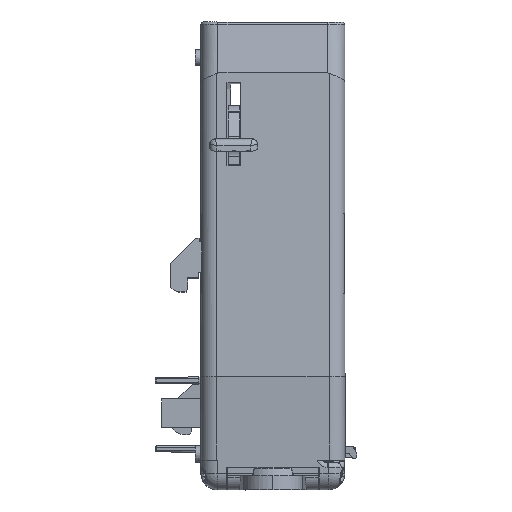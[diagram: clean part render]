
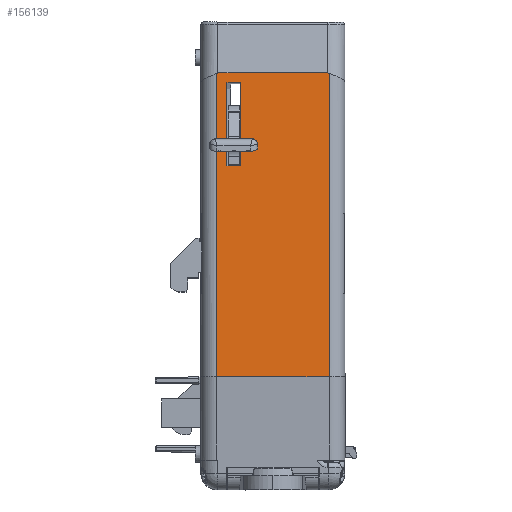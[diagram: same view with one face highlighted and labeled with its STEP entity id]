
A CAD part, front view. The second image highlights one B-rep face of the part: STEP entity #156139.
In plain terms, the highlighted planar face has unit normal (0, -0.999, 0.044).
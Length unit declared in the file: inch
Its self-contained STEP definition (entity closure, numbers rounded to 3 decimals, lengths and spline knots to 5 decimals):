
#238 = EDGE_LOOP ( 'NONE', ( #75999, #170976, #86248, #121949 ) ) ;
#536 = B_SPLINE_CURVE_WITH_KNOTS ( 'NONE', 3,
 ( #73910, #102501, #73300, #170799 ),
 .UNSPECIFIED., .F., .F.,
 ( 4, 4 ),
 ( 0., 1. ),
 .UNSPECIFIED. ) ;
#6293 = EDGE_CURVE ( 'NONE', #74996, #121427, #120480, .T. ) ;
#10796 = DIRECTION ( 'NONE',  ( 0., 0.044, 0.999 ) ) ;
#12659 = LINE ( 'NONE', #43503, #128086 ) ;
#15056 = EDGE_CURVE ( 'NONE', #155768, #120278, #536, .T. ) ;
#19414 = VERTEX_POINT ( 'NONE', #138796 ) ;
#21692 = VERTEX_POINT ( 'NONE', #152139 ) ;
#22376 = EDGE_CURVE ( 'NONE', #21692, #132984, #12659, .T. ) ;
#28491 = LINE ( 'NONE', #123392, #91808 ) ;
#29966 = CARTESIAN_POINT ( 'NONE',  ( -0.27838, -1.84545, -0.27225 ) ) ;
#32403 = DIRECTION ( 'NONE',  ( 0., 0.044, 0.999 ) ) ;
#32458 = VECTOR ( 'NONE', #165107, 39.37008 ) ;
#33792 = VERTEX_POINT ( 'NONE', #89926 ) ;
#41766 = CARTESIAN_POINT ( 'NONE',  ( -0.2074, -1.87354, -0.91565 ) ) ;
#43503 = CARTESIAN_POINT ( 'NONE',  ( -0.27838, -1.97175, -3.16491 ) ) ;
#43969 = CARTESIAN_POINT ( 'NONE',  ( -0.27027, -1.84537, -0.2704 ) ) ;
#44000 = EDGE_CURVE ( 'NONE', #33792, #19414, #92460, .T. ) ;
#44559 = CARTESIAN_POINT ( 'NONE',  ( -0.27568, -1.8454, -0.27102 ) ) ;
#46117 = EDGE_CURVE ( 'NONE', #120278, #170000, #28491, .T. ) ;
#46343 = ORIENTED_EDGE ( 'NONE', *, *, #15056, .T. ) ;
#51616 = CARTESIAN_POINT ( 'NONE',  ( 5.65427, -1.84826, -0.33664 ) ) ;
#51807 = ORIENTED_EDGE ( 'NONE', *, *, #150916, .T. ) ;
#54153 = CARTESIAN_POINT ( 'NONE',  ( 0.61162, -1.93743, -2.379 ) ) ;
#59419 = VECTOR ( 'NONE', #32403, 39.37008 ) ;
#60110 = CARTESIAN_POINT ( 'NONE',  ( 0.50162, -1.84545, -0.27225 ) ) ;
#60363 = CARTESIAN_POINT ( 'NONE',  ( -0.2074, -1.84537, -0.2704 ) ) ;
#62015 = VECTOR ( 'NONE', #177099, 39.37008 ) ;
#62371 = FACE_OUTER_BOUND ( 'NONE', #156334, .T. ) ;
#67349 = DIRECTION ( 'NONE',  ( -1., 0., 0. ) ) ;
#68221 = LINE ( 'NONE', #111279, #98601 ) ;
#70384 = ORIENTED_EDGE ( 'NONE', *, *, #46117, .T. ) ;
#70903 = EDGE_CURVE ( 'NONE', #132984, #170000, #102264, .T. ) ;
#73300 = CARTESIAN_POINT ( 'NONE',  ( 0.49622, -1.84537, -0.2704 ) ) ;
#73662 = VECTOR ( 'NONE', #10796, 39.37008 ) ;
#73910 = CARTESIAN_POINT ( 'NONE',  ( 0.50162, -1.84545, -0.27225 ) ) ;
#74996 = VERTEX_POINT ( 'NONE', #41766 ) ;
#75999 = ORIENTED_EDGE ( 'NONE', *, *, #44000, .T. ) ;
#78708 = EDGE_CURVE ( 'NONE', #19414, #74996, #68221, .T. ) ;
#80711 = CARTESIAN_POINT ( 'NONE',  ( 0.49351, -1.84537, -0.2704 ) ) ;
#80751 = CARTESIAN_POINT ( 'NONE',  ( -0.27838, -1.84545, -0.27225 ) ) ;
#84486 = DIRECTION ( 'NONE',  ( -1., 0., 0. ) ) ;
#86248 = ORIENTED_EDGE ( 'NONE', *, *, #6293, .T. ) ;
#86990 = VECTOR ( 'NONE', #125314, 39.37008 ) ;
#89926 = CARTESIAN_POINT ( 'NONE',  ( -0.1115, -1.84826, -0.33664 ) ) ;
#91808 = VECTOR ( 'NONE', #67349, 39.37008 ) ;
#92460 = LINE ( 'NONE', #92948, #62015 ) ;
#92948 = CARTESIAN_POINT ( 'NONE',  ( -0.1115, -1.84537, -0.2704 ) ) ;
#94389 = DIRECTION ( 'NONE',  ( 0., -0.999, 0.044 ) ) ;
#98601 = VECTOR ( 'NONE', #84486, 39.37008 ) ;
#100594 = CARTESIAN_POINT ( 'NONE',  ( -0.27297, -1.84537, -0.2704 ) ) ;
#101071 = CARTESIAN_POINT ( 'NONE',  ( -0.2074, -1.84826, -0.33664 ) ) ;
#102264 = B_SPLINE_CURVE_WITH_KNOTS ( 'NONE', 3,
 ( #29966, #44559, #100594, #43969 ),
 .UNSPECIFIED., .F., .F.,
 ( 4, 4 ),
 ( 0., 1. ),
 .UNSPECIFIED. ) ;
#102501 = CARTESIAN_POINT ( 'NONE',  ( 0.49892, -1.8454, -0.27102 ) ) ;
#103996 = EDGE_CURVE ( 'NONE', #168639, #21692, #110835, .T. ) ;
#105161 = ORIENTED_EDGE ( 'NONE', *, *, #103996, .F. ) ;
#110835 = LINE ( 'NONE', #54153, #32458 ) ;
#111279 = CARTESIAN_POINT ( 'NONE',  ( 5.65427, -1.87354, -0.91565 ) ) ;
#119683 = AXIS2_PLACEMENT_3D ( 'NONE', #135279, #94389, #165707 ) ;
#119791 = ORIENTED_EDGE ( 'NONE', *, *, #70903, .F. ) ;
#120278 = VERTEX_POINT ( 'NONE', #80711 ) ;
#120480 = LINE ( 'NONE', #60363, #59419 ) ;
#121427 = VERTEX_POINT ( 'NONE', #101071 ) ;
#121949 = ORIENTED_EDGE ( 'NONE', *, *, #173808, .T. ) ;
#122441 = PLANE ( 'NONE',  #119683 ) ;
#123392 = CARTESIAN_POINT ( 'NONE',  ( 5.65427, -1.84537, -0.2704 ) ) ;
#124108 = LINE ( 'NONE', #51616, #86990 ) ;
#125314 = DIRECTION ( 'NONE',  ( 1., 0., 0. ) ) ;
#128086 = VECTOR ( 'NONE', #154923, 39.37008 ) ;
#132984 = VERTEX_POINT ( 'NONE', #80751 ) ;
#135279 = CARTESIAN_POINT ( 'NONE',  ( 5.65427, -1.84537, -0.2704 ) ) ;
#136765 = LINE ( 'NONE', #161391, #73662 ) ;
#138796 = CARTESIAN_POINT ( 'NONE',  ( -0.1115, -1.87354, -0.91565 ) ) ;
#150916 = EDGE_CURVE ( 'NONE', #168639, #155768, #136765, .T. ) ;
#152139 = CARTESIAN_POINT ( 'NONE',  ( -0.27838, -1.93743, -2.379 ) ) ;
#154923 = DIRECTION ( 'NONE',  ( 0., 0.044, 0.999 ) ) ;
#155768 = VERTEX_POINT ( 'NONE', #60110 ) ;
#156075 = CARTESIAN_POINT ( 'NONE',  ( -0.27027, -1.84537, -0.2704 ) ) ;
#156139 = ADVANCED_FACE ( 'NONE', ( #62371, #178044 ), #122441, .T. ) ;
#156334 = EDGE_LOOP ( 'NONE', ( #105161, #51807, #46343, #70384, #119791, #166602 ) ) ;
#161391 = CARTESIAN_POINT ( 'NONE',  ( 0.50162, -1.84537, -0.2704 ) ) ;
#162612 = CARTESIAN_POINT ( 'NONE',  ( 0.50162, -1.93743, -2.379 ) ) ;
#165107 = DIRECTION ( 'NONE',  ( -1., 0., 0. ) ) ;
#165707 = DIRECTION ( 'NONE',  ( 0., -0.044, -0.999 ) ) ;
#166602 = ORIENTED_EDGE ( 'NONE', *, *, #22376, .F. ) ;
#168639 = VERTEX_POINT ( 'NONE', #162612 ) ;
#170000 = VERTEX_POINT ( 'NONE', #156075 ) ;
#170799 = CARTESIAN_POINT ( 'NONE',  ( 0.49351, -1.84537, -0.2704 ) ) ;
#170976 = ORIENTED_EDGE ( 'NONE', *, *, #78708, .T. ) ;
#173808 = EDGE_CURVE ( 'NONE', #121427, #33792, #124108, .T. ) ;
#177099 = DIRECTION ( 'NONE',  ( 0., -0.044, -0.999 ) ) ;
#178044 = FACE_BOUND ( 'NONE', #238, .T. ) ;
